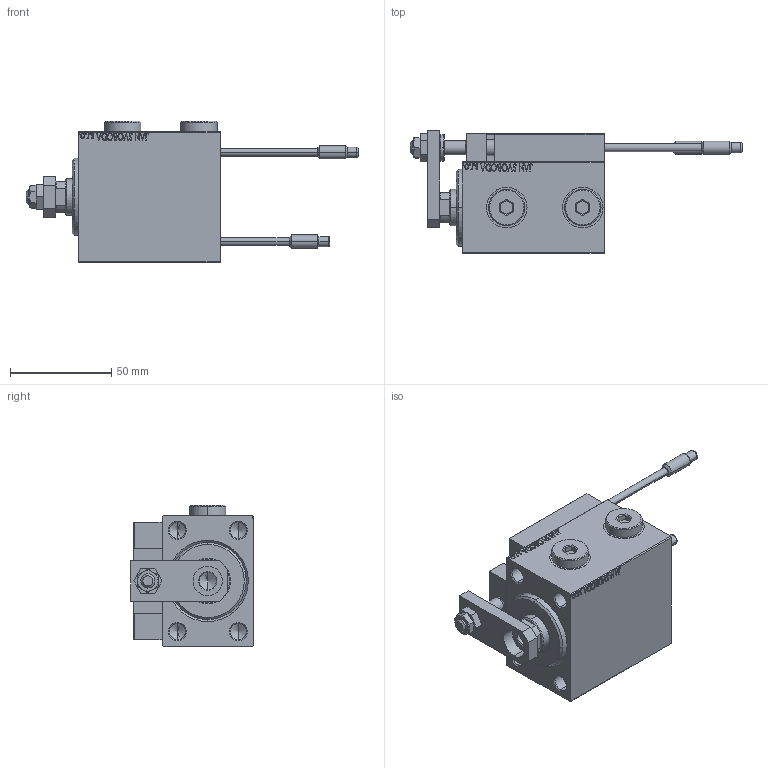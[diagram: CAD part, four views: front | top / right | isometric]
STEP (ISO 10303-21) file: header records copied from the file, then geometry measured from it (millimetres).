
FILE_DESCRIPTION (( 'STEP AP203' ), '1' );
FILE_NAME ('a825.STEP', '2024-02-12T00:54:57', ( '' ), ( '' ), 'SwSTEP 2.0', 'SolidWorks 2019', '' );
FILE_SCHEMA (( 'CONFIG_CONTROL_DESIGN' ));
Length unit declared in the file: millimetre
Products named in the file (17): SWITCH DIM B,W b35906da1840b97c39b4dd3bca389e30; Zatka_OIL_PORT b35906da1840b97c39b4dd3bca389e30; SWITCH_X_FRONT_BACK b35906da1840b97c39b4dd3bca389e30; V450CM_B_VCP b35906da1840b97c39b4dd3bca389e30; ALLEN BOLT D5 b35906da1840b97c39b4dd3bca389e30; NUT_D10 b35906da1840b97c39b4dd3bca389e30; V450CM_VC_B b35906da1840b97c39b4dd3bca389e30; V450CM_B_Body b35906da1840b97c39b4dd3bca389e30; TYC_L79 b35906da1840b97c39b4dd3bca389e30; NUT_D12 b35906da1840b97c39b4dd3bca389e30; KONCOVKA_Y b35906da1840b97c39b4dd3bca389e30; MAGNET b35906da1840b97c39b4dd3bca389e30; ALLEN BOLT D8 b35906da1840b97c39b4dd3bca389e30; a825; Block b35906da1840b97c39b4dd3bca389e30; SWITCH X b35906da1840b97c39b4dd3bca389e30; ZARAZKA b35906da1840b97c39b4dd3bca389e30
Assembly tree (27 placements, depth 3):
  a825
    V450CM_B_Body b35906da1840b97c39b4dd3bca389e30
    V450CM_B_VCP b35906da1840b97c39b4dd3bca389e30
    SWITCH X b35906da1840b97c39b4dd3bca389e30
      SWITCH_X_FRONT_BACK b35906da1840b97c39b4dd3bca389e30  x2
      TYC_L79 b35906da1840b97c39b4dd3bca389e30
      Block b35906da1840b97c39b4dd3bca389e30  x2
      ALLEN BOLT D5 b35906da1840b97c39b4dd3bca389e30  x4
      ALLEN BOLT D8 b35906da1840b97c39b4dd3bca389e30  x4
      MAGNET b35906da1840b97c39b4dd3bca389e30  x2
      KONCOVKA_Y b35906da1840b97c39b4dd3bca389e30  x2
    NUT_D10 b35906da1840b97c39b4dd3bca389e30
    NUT_D12 b35906da1840b97c39b4dd3bca389e30
    SWITCH DIM B,W b35906da1840b97c39b4dd3bca389e30
    ZARAZKA b35906da1840b97c39b4dd3bca389e30
    V450CM_VC_B b35906da1840b97c39b4dd3bca389e30
    Zatka_OIL_PORT b35906da1840b97c39b4dd3bca389e30  x2
Bounding box: 163.7 x 60.5 x 69.9 mm (x, y, z)
Volume: 238653.2 mm3; surface area: 68021.9 mm2
Topology: 26 solids, 26 shells, 1394 faces, 3316 edges, 2094 vertices
Faces by surface type: plane 597, bspline 380, cylinder 208, cone 157, torus 48, sphere 4
Entity records: 52810 total; most frequent: CARTESIAN_POINT 26572, ORIENTED_EDGE 5496, DIRECTION 3837, EDGE_CURVE 2748, VERTEX_POINT 1782, LINE 1583, VECTOR 1583, EDGE_LOOP 1278
